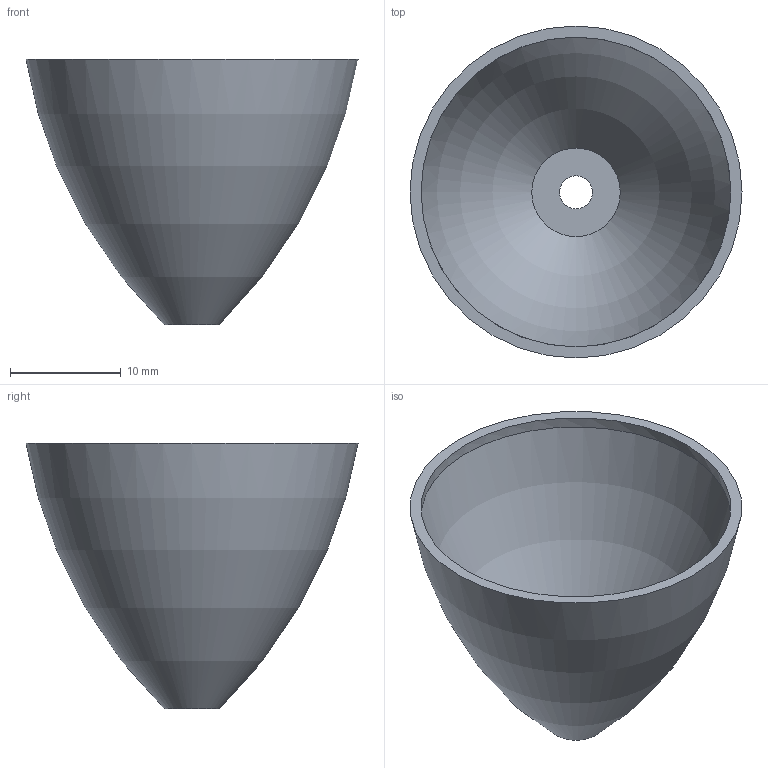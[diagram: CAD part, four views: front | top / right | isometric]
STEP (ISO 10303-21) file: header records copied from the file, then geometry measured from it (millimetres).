
FILE_DESCRIPTION(('STEP AP214'), '1');
FILE_NAME('Íîñîâîé îáòåêàòåëü', '', ('UNSPECIFIED'), ('UNSPECIFIED'), 'ASCON STEP Converter 1.6', 'ASCON Math Kernel', '');
FILE_SCHEMA(('AUTOMOTIVE_DESIGN { 1 0 10303 214 3 1 1}'));
Length unit declared in the file: millimetre
Products named in the file (1): Íîñîâîé îáòåêàòåëü
Bounding box: 30 x 30 x 24 mm (x, y, z)
Volume: 1799.3 mm3; surface area: 3363 mm2
Topology: 1 solids, 1 shells, 7 faces, 11 edges, 7 vertices
Faces by surface type: plane 3, torus 2, cylinder 2
Full cylindrical faces by diameter (mm): 3 x1, 28 x1
Entity records: 349 total; most frequent: CARTESIAN_POINT 126, DIRECTION 28, AXIS2_PLACEMENT_3D 14, EDGE_LOOP 14, ORIENTED_EDGE 14, COLOUR_RGB 8, FILL_AREA_STYLE_COLOUR 8, FILL_AREA_STYLE 8
